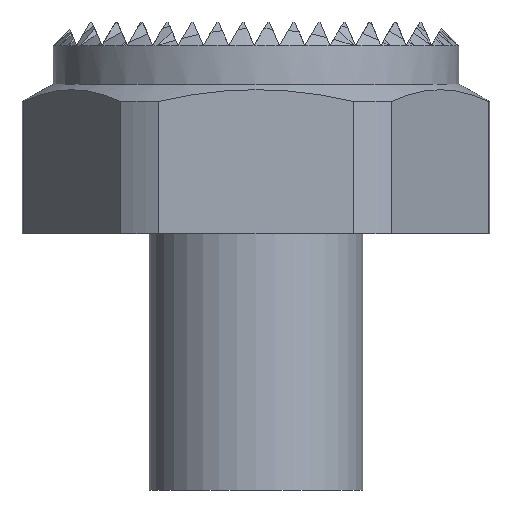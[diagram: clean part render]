
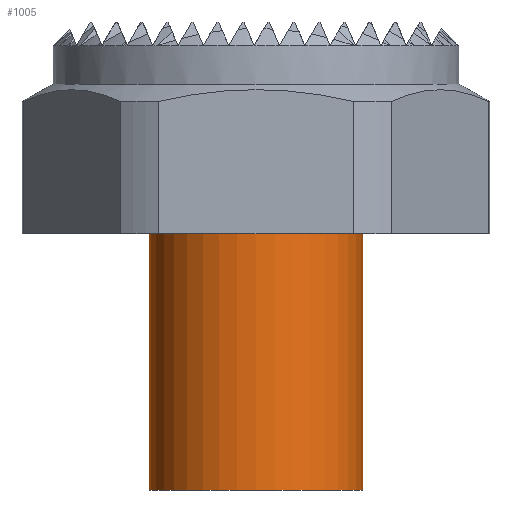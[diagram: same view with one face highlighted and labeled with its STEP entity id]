
A CAD part, left-side view. The second image highlights one B-rep face of the part: STEP entity #1005.
In plain terms, the highlighted cylindrical face has radius 5 mm (diameter 10 mm), a partial arc.
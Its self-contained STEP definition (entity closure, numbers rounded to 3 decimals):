
#1005=ADVANCED_FACE('',(#2935),#2936,.T.);
#2935=FACE_OUTER_BOUND('',#5788,.T.);
#2936=CYLINDRICAL_SURFACE('',#5789,5.0);
#5788=EDGE_LOOP('',(#8757,#8758,#8759,#8760));
#5789=AXIS2_PLACEMENT_3D('',#8761,#8762,#8763);
#8757=ORIENTED_EDGE('',*,*,#15851,.T.);
#8758=ORIENTED_EDGE('',*,*,#15911,.F.);
#8759=ORIENTED_EDGE('',*,*,#15853,.T.);
#8760=ORIENTED_EDGE('',*,*,#15894,.F.);
#8761=CARTESIAN_POINT('',(0.,0.0,-8.));
#8762=DIRECTION('',(0.0,0.0,1.0));
#8763=DIRECTION('',(0.,-1.0,0.0));
#15851=EDGE_CURVE('',#18552,#18553,#18554,.T.);
#15853=EDGE_CURVE('',#18557,#18555,#18558,.T.);
#15894=EDGE_CURVE('',#18552,#18555,#18625,.T.);
#15911=EDGE_CURVE('',#18557,#18553,#18642,.T.);
#18552=VERTEX_POINT('',#21994);
#18553=VERTEX_POINT('',#21995);
#18554=LINE('',#21996,#21997);
#18555=VERTEX_POINT('',#21998);
#18557=VERTEX_POINT('',#22000);
#18558=LINE('',#22001,#22002);
#18625=CIRCLE('',#22110,5.0);
#18642=CIRCLE('',#22159,5.0);
#21994=CARTESIAN_POINT('',(0.,-5.0,-12.0));
#21995=CARTESIAN_POINT('',(0.,-5.0,0.));
#21996=CARTESIAN_POINT('',(0.,-5.0,-8.));
#21997=VECTOR('',#28927,1.0);
#21998=CARTESIAN_POINT('',(0.,5.0,-12.0));
#22000=CARTESIAN_POINT('',(0.,5.0,0.));
#22001=CARTESIAN_POINT('',(0.,5.0,-8.));
#22002=VECTOR('',#28931,1.0);
#22110=AXIS2_PLACEMENT_3D('',#28991,#28992,#28993);
#22159=AXIS2_PLACEMENT_3D('',#29002,#29003,#29004);
#28927=DIRECTION('',(0.0,0.0,1.0));
#28931=DIRECTION('',(-0.0,-0.0,-1.0));
#28991=CARTESIAN_POINT('',(0.,0.0,-12.0));
#28992=DIRECTION('',(0.0,0.0,-1.0));
#28993=DIRECTION('',(0.,-1.0,0.0));
#29002=CARTESIAN_POINT('',(0.,0.0,0.));
#29003=DIRECTION('',(0.0,0.0,1.0));
#29004=DIRECTION('',(0.,-1.0,0.0));
